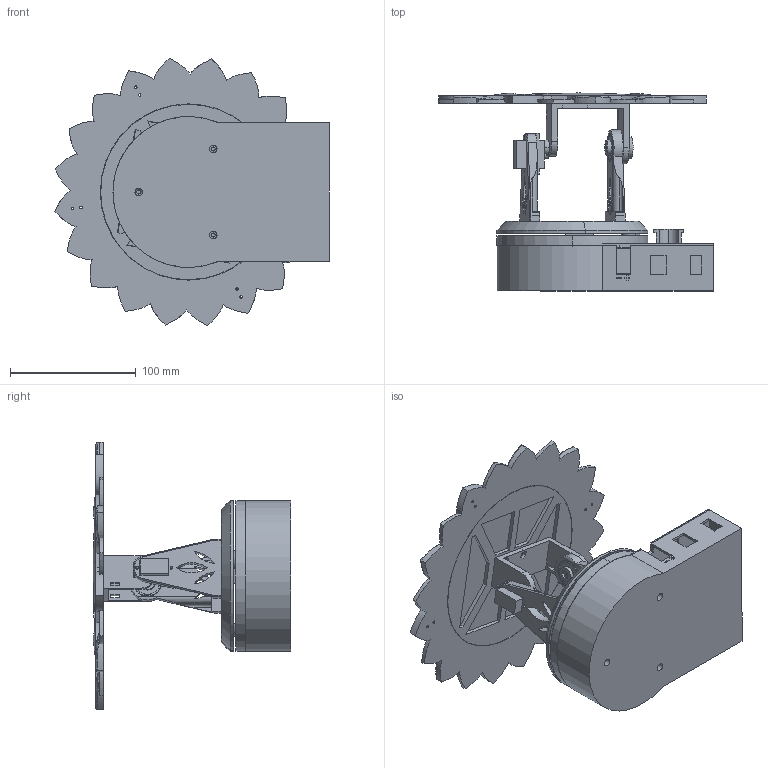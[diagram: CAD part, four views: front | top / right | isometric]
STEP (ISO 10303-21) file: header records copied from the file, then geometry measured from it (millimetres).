
FILE_DESCRIPTION (( 'STEP AP214' ), '1' );
FILE_NAME ('PlacaSolarMovil214.STEP', '2024-07-12T09:14:29', ( '' ), ( '' ), 'SwSTEP 2.0', 'SolidWorks 2022', '' );
FILE_SCHEMA (( 'AUTOMOTIVE_DESIGN' ));
Length unit declared in the file: millimetre
Products named in the file (19): canica; PieServo; PCB2x8cm; Petalos; PiezaRodam2; PiezaRodam1; PlacaBottom; FlorInterior; PlacaSolarMovil214; PlacaSolar^PlacaSolarMovil; Servo-sg90-final; BaseBottom; PieEje; SG90-2-arms-horn; SG90-1-arm-horn; Rodamiento 608; BaseTop; Inserto 6mm; Conector
Assembly tree (19 placements, depth 2):
  PlacaSolarMovil214
    BaseTop
    canica
    PlacaBottom
    Servo-sg90-final  x2
    SG90-2-arms-horn
    BaseBottom
    Inserto 6mm
    PieServo
    PieEje
    Rodamiento 608
    SG90-1-arm-horn
    PiezaRodam1
    PiezaRodam2
    Conector
    FlorInterior
    Petalos
    PlacaSolar^PlacaSolarMovil
    PCB2x8cm
Bounding box: 218.3 x 157.33 x 212.6 mm (x, y, z)
Volume: 440690.8 mm3; surface area: 267960.4 mm2
Topology: 14 solids, 19 shells, 1150 faces, 2994 edges, 1965 vertices
Faces by surface type: plane 580, cylinder 427, bspline 101, cone 28, torus 12, sphere 2
Entity records: 39348 total; most frequent: CARTESIAN_POINT 11069, ORIENTED_EDGE 5460, DIRECTION 5213, EDGE_CURVE 2730, AXIS2_PLACEMENT_3D 1826, VERTEX_POINT 1791, VECTOR 1561, LINE 1561
